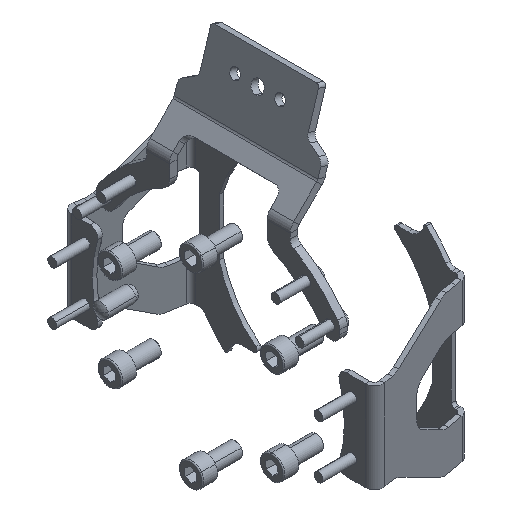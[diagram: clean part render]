
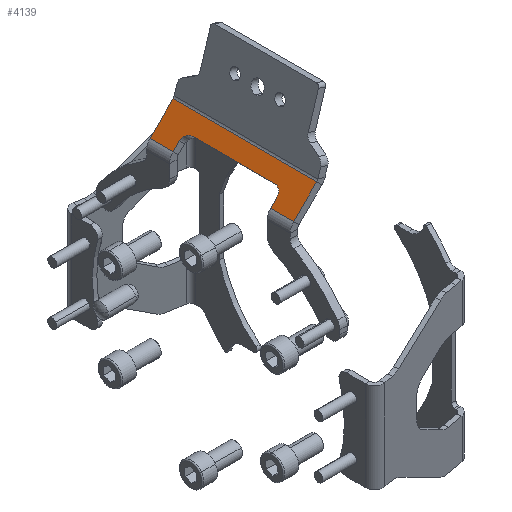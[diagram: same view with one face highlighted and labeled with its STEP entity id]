
A CAD part, isometric view. The second image highlights one B-rep face of the part: STEP entity #4139.
In plain terms, the highlighted planar face has unit normal (-0.707, 0, 0.707).
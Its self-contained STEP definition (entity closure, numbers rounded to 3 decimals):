
#30 = DIRECTION ( 'NONE',  ( -0.707, 0., -0.707 ) ) ;
#123 = VERTEX_POINT ( 'NONE', #11805 ) ;
#191 = DIRECTION ( 'NONE',  ( 0., 1., 0. ) ) ;
#675 = CARTESIAN_POINT ( 'NONE',  ( -1773.586, 2147.9, 96.495 ) ) ;
#701 = ORIENTED_EDGE ( 'NONE', *, *, #11811, .T. ) ;
#744 = AXIS2_PLACEMENT_3D ( 'NONE', #1455, #1036, #2026 ) ;
#939 = ORIENTED_EDGE ( 'NONE', *, *, #4931, .T. ) ;
#944 = CARTESIAN_POINT ( 'NONE',  ( -1757.382, 2147.9, 112.698 ) ) ;
#1036 = DIRECTION ( 'NONE',  ( 0.707, 0., -0.707 ) ) ;
#1080 = VERTEX_POINT ( 'NONE', #2493 ) ;
#1150 = CARTESIAN_POINT ( 'NONE',  ( -1772.707, 2132.5, 97.374 ) ) ;
#1354 = VERTEX_POINT ( 'NONE', #1968 ) ;
#1455 = CARTESIAN_POINT ( 'NONE',  ( -1768.464, 2072.5, 101.616 ) ) ;
#1683 = ORIENTED_EDGE ( 'NONE', *, *, #4305, .F. ) ;
#1826 = CARTESIAN_POINT ( 'NONE',  ( -1772.707, 2067.5, 97.374 ) ) ;
#1920 = CARTESIAN_POINT ( 'NONE',  ( -1768.464, 2127.5, 101.616 ) ) ;
#1968 = CARTESIAN_POINT ( 'NONE',  ( -1772.707, 2147.9, 97.374 ) ) ;
#2026 = DIRECTION ( 'NONE',  ( -0.707, 0., -0.707 ) ) ;
#2038 = VERTEX_POINT ( 'NONE', #5712 ) ;
#2046 = DIRECTION ( 'NONE',  ( 0., 1., 0. ) ) ;
#2121 = VECTOR ( 'NONE', #2046, 1000. ) ;
#2353 = PLANE ( 'NONE',  #10537 ) ;
#2493 = CARTESIAN_POINT ( 'NONE',  ( -1772.707, 2052.1, 97.374 ) ) ;
#2580 = EDGE_CURVE ( 'NONE', #7992, #1354, #9900, .T. ) ;
#2899 = ORIENTED_EDGE ( 'NONE', *, *, #11106, .F. ) ;
#3882 = CARTESIAN_POINT ( 'NONE',  ( -1757.382, 2019., 112.698 ) ) ;
#4123 = VECTOR ( 'NONE', #8842, 1000. ) ;
#4139 = ADVANCED_FACE ( 'NONE', ( #4707 ), #2353, .T. ) ;
#4258 = VERTEX_POINT ( 'NONE', #11588 ) ;
#4305 = EDGE_CURVE ( 'NONE', #6826, #2038, #10549, .T. ) ;
#4707 = FACE_OUTER_BOUND ( 'NONE', #6121, .T. ) ;
#4931 = EDGE_CURVE ( 'NONE', #7640, #10573, #10980, .T. ) ;
#5134 = VECTOR ( 'NONE', #11829, 1000. ) ;
#5207 = CARTESIAN_POINT ( 'NONE',  ( -1749.023, 2052.1, 121.058 ) ) ;
#5269 = CARTESIAN_POINT ( 'NONE',  ( -1773.586, 2019., 96.495 ) ) ;
#5535 = VECTOR ( 'NONE', #7755, 1000. ) ;
#5712 = CARTESIAN_POINT ( 'NONE',  ( -1768.464, 2067.5, 101.616 ) ) ;
#6020 = DIRECTION ( 'NONE',  ( 0., 1., 0. ) ) ;
#6101 = CARTESIAN_POINT ( 'NONE',  ( -1772.707, 2019., 97.374 ) ) ;
#6121 = EDGE_LOOP ( 'NONE', ( #7433, #7603, #11037, #2899, #939, #7734, #701, #1683, #9435, #7868 ) ) ;
#6299 = VECTOR ( 'NONE', #6968, 1000. ) ;
#6528 = CARTESIAN_POINT ( 'NONE',  ( -1764.929, 2127.5, 105.152 ) ) ;
#6649 = CARTESIAN_POINT ( 'NONE',  ( -1772.707, 2019., 97.374 ) ) ;
#6826 = VERTEX_POINT ( 'NONE', #1826 ) ;
#6842 = LINE ( 'NONE', #6101, #7126 ) ;
#6968 = DIRECTION ( 'NONE',  ( 0., 1., 0. ) ) ;
#7126 = VECTOR ( 'NONE', #6020, 1000. ) ;
#7386 = DIRECTION ( 'NONE',  ( 0.707, 0., -0.707 ) ) ;
#7427 = VECTOR ( 'NONE', #191, 1000. ) ;
#7433 = ORIENTED_EDGE ( 'NONE', *, *, #10322, .T. ) ;
#7478 = CARTESIAN_POINT ( 'NONE',  ( -1768.464, 2132.5, 101.616 ) ) ;
#7603 = ORIENTED_EDGE ( 'NONE', *, *, #11931, .F. ) ;
#7640 = VERTEX_POINT ( 'NONE', #7478 ) ;
#7718 = DIRECTION ( 'NONE',  ( -0.707, 0., 0.707 ) ) ;
#7734 = ORIENTED_EDGE ( 'NONE', *, *, #8654, .F. ) ;
#7755 = DIRECTION ( 'NONE',  ( 0.707, 0., 0.707 ) ) ;
#7868 = ORIENTED_EDGE ( 'NONE', *, *, #11634, .F. ) ;
#7992 = VERTEX_POINT ( 'NONE', #1150 ) ;
#8083 = CARTESIAN_POINT ( 'NONE',  ( -1773.586, 2067.5, 96.495 ) ) ;
#8098 = VECTOR ( 'NONE', #8557, 1000. ) ;
#8518 = CARTESIAN_POINT ( 'NONE',  ( -1773.586, 2132.5, 96.495 ) ) ;
#8557 = DIRECTION ( 'NONE',  ( -0.707, 0., -0.707 ) ) ;
#8654 = EDGE_CURVE ( 'NONE', #123, #10573, #8732, .T. ) ;
#8680 = LINE ( 'NONE', #5207, #4123 ) ;
#8732 = LINE ( 'NONE', #10636, #6299 ) ;
#8842 = DIRECTION ( 'NONE',  ( -0.707, 0., -0.707 ) ) ;
#9110 = CIRCLE ( 'NONE', #744, 5. ) ;
#9435 = ORIENTED_EDGE ( 'NONE', *, *, #9601, .F. ) ;
#9500 = DIRECTION ( 'NONE',  ( -0.707, 0., -0.707 ) ) ;
#9601 = EDGE_CURVE ( 'NONE', #1080, #6826, #6842, .T. ) ;
#9900 = LINE ( 'NONE', #6649, #7427 ) ;
#10257 = LINE ( 'NONE', #8518, #8098 ) ;
#10322 = EDGE_CURVE ( 'NONE', #4258, #11320, #11577, .T. ) ;
#10392 = LINE ( 'NONE', #675, #5535 ) ;
#10537 = AXIS2_PLACEMENT_3D ( 'NONE', #5269, #7718, #9500 ) ;
#10549 = LINE ( 'NONE', #8083, #5134 ) ;
#10573 = VERTEX_POINT ( 'NONE', #6528 ) ;
#10636 = CARTESIAN_POINT ( 'NONE',  ( -1764.929, 2019., 105.152 ) ) ;
#10980 = CIRCLE ( 'NONE', #11393, 5. ) ;
#11037 = ORIENTED_EDGE ( 'NONE', *, *, #2580, .F. ) ;
#11106 = EDGE_CURVE ( 'NONE', #7640, #7992, #10257, .T. ) ;
#11320 = VERTEX_POINT ( 'NONE', #944 ) ;
#11393 = AXIS2_PLACEMENT_3D ( 'NONE', #1920, #7386, #30 ) ;
#11577 = LINE ( 'NONE', #3882, #2121 ) ;
#11588 = CARTESIAN_POINT ( 'NONE',  ( -1757.382, 2052.1, 112.698 ) ) ;
#11634 = EDGE_CURVE ( 'NONE', #4258, #1080, #8680, .T. ) ;
#11805 = CARTESIAN_POINT ( 'NONE',  ( -1764.929, 2072.5, 105.152 ) ) ;
#11811 = EDGE_CURVE ( 'NONE', #123, #2038, #9110, .T. ) ;
#11829 = DIRECTION ( 'NONE',  ( 0.707, 0., 0.707 ) ) ;
#11931 = EDGE_CURVE ( 'NONE', #1354, #11320, #10392, .T. ) ;
